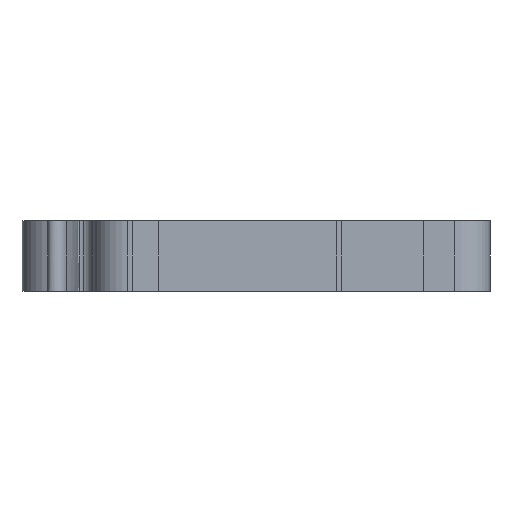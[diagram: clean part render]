
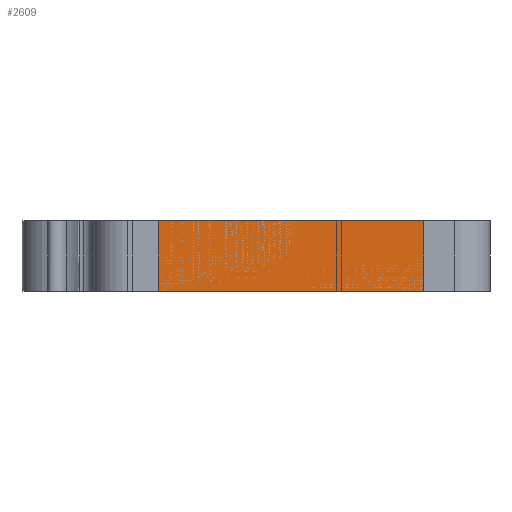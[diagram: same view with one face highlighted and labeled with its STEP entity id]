
A CAD part, front view. The second image highlights one B-rep face of the part: STEP entity #2609.
In plain terms, the highlighted planar face has unit normal (0, -1, 0).
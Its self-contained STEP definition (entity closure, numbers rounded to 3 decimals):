
#67=PLANE('',#2808);
#152=FACE_OUTER_BOUND('',#295,.T.);
#295=EDGE_LOOP('',(#1870,#1871,#1872,#1873));
#431=LINE('',#3888,#675);
#467=LINE('',#4000,#711);
#470=LINE('',#4007,#714);
#471=LINE('',#4009,#715);
#675=VECTOR('',#3091,10.);
#711=VECTOR('',#3211,10.);
#714=VECTOR('',#3220,10.);
#715=VECTOR('',#3223,10.);
#1067=VERTEX_POINT('',#3885);
#1068=VERTEX_POINT('',#3887);
#1102=VERTEX_POINT('',#3998);
#1103=VERTEX_POINT('',#4005);
#1344=EDGE_CURVE('',#1067,#1068,#431,.T.);
#1400=EDGE_CURVE('',#1102,#1067,#467,.T.);
#1404=EDGE_CURVE('',#1068,#1103,#470,.T.);
#1405=EDGE_CURVE('',#1103,#1102,#471,.T.);
#1870=ORIENTED_EDGE('',*,*,#1400,.F.);
#1871=ORIENTED_EDGE('',*,*,#1405,.F.);
#1872=ORIENTED_EDGE('',*,*,#1404,.F.);
#1873=ORIENTED_EDGE('',*,*,#1344,.F.);
#2609=ADVANCED_FACE('',(#152),#67,.T.);
#2808=AXIS2_PLACEMENT_3D('',#4008,#3221,#3222);
#3091=DIRECTION('',(-1.,0.,0.));
#3211=DIRECTION('',(0.,0.,-1.));
#3220=DIRECTION('',(0.,0.,1.));
#3221=DIRECTION('center_axis',(0.,-1.,0.));
#3222=DIRECTION('ref_axis',(1.,0.,0.));
#3223=DIRECTION('',(1.,0.,0.));
#3885=CARTESIAN_POINT('',(37.65,-4.,0.));
#3887=CARTESIAN_POINT('',(7.5,-4.,0.));
#3888=CARTESIAN_POINT('',(45.15,-4.,0.));
#3998=CARTESIAN_POINT('',(37.65,-4.,8.));
#4000=CARTESIAN_POINT('',(37.65,-4.,0.));
#4005=CARTESIAN_POINT('',(7.5,-4.,8.));
#4007=CARTESIAN_POINT('',(7.5,-4.,0.));
#4008=CARTESIAN_POINT('Origin',(0.,-4.,0.));
#4009=CARTESIAN_POINT('',(45.15,-4.,8.));
